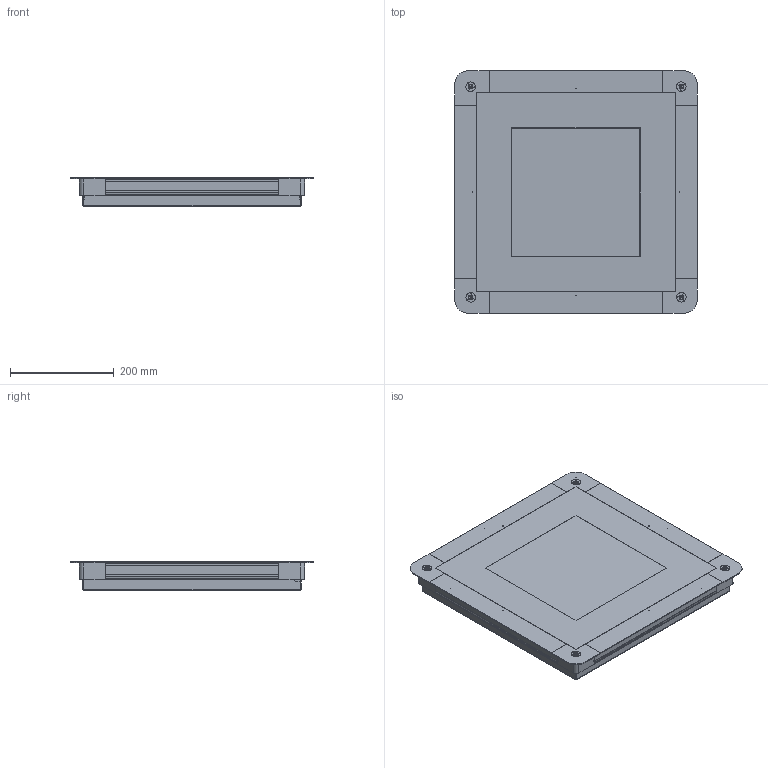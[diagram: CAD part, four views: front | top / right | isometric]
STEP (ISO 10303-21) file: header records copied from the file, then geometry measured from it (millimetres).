
FILE_DESCRIPTION (( 'STEP AP214' ), '1' );
FILE_NAME ('7410062_KSTP1.stp', '2016-05-03T13:23:26', ( '' ), ( '' ), 'SwSTEP 2.0', 'SolidWorks 2014', '' );
FILE_SCHEMA (( 'AUTOMOTIVE_DESIGN' ));
Length unit declared in the file: inch
Products named in the file (10): 013720; 001585; P_001585T1_1; 43519E; 42955A; 001068; 001069_Mit  Tasche f黵 Fallblech; 001065; 007221; 7410062_KSTP1
Assembly tree (21 placements, depth 3):
  7410062_KSTP1
    007221  x4
    001065  x4
    001069_Mit  Tasche f黵 Fallblech  x4
    001068  x4
    42955A
    43519E
    001585
      P_001585T1_1
    013720
Bounding box: 467 x 467 x 55 mm (x, y, z)
Volume: 1232520.1 mm3; surface area: 1261418.4 mm2
Topology: 20 solids, 20 shells, 1949 faces, 5568 edges, 3646 vertices
Faces by surface type: cylinder 849, plane 840, bspline 156, cone 104
Entity records: 38843 total; most frequent: CARTESIAN_POINT 10356, ORIENTED_EDGE 4230, DIRECTION 3626, EDGE_CURVE 2115, VERTEX_POINT 1378, VECTOR 1328, LINE 1328, AXIS2_PLACEMENT_3D 1149
